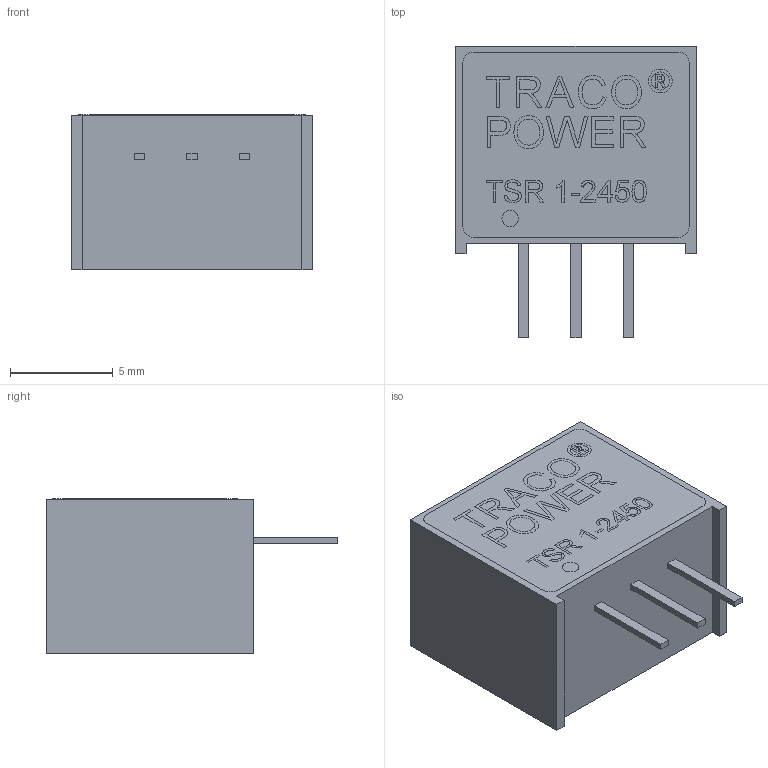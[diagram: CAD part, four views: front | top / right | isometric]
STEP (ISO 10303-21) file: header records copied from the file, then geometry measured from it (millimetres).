
FILE_DESCRIPTION(('FreeCAD Model'),'2;1');
FILE_NAME('TSR 1-2450.stp', '2019-01-02T21:09:19',('Author'),(''), 'Open CASCADE STEP processor 7.2','FreeCAD','Unknown');
FILE_SCHEMA(('AUTOMOTIVE_DESIGN { 1 0 10303 214 1 1 1 1 }'));
Length unit declared in the file: millimetre
Products named in the file (7): Traco; Power; Reg; TSR1; Rosso; Punto; PSR1.0-A-111712
Bounding box: 11.7 x 14.2 x 7.55 mm (x, y, z)
Volume: 1243.9 mm3; surface area: 951.5 mm2
Topology: 5 solids, 24 shells, 92 faces, 528 edges, 468 vertices
Faces by surface type: plane 83, cylinder 9
Full cylindrical faces by diameter (mm): 0.8 x1, 0.882 x1, 1.15 x1
Entity records: 10436 total; most frequent: CARTESIAN_POINT 2689, DIRECTION 1002, LINE 766, VECTOR 766, ORIENTED_EDGE 708, PCURVE 708, DEFINITIONAL_REPRESENTATION 708, EDGE_CURVE 528
